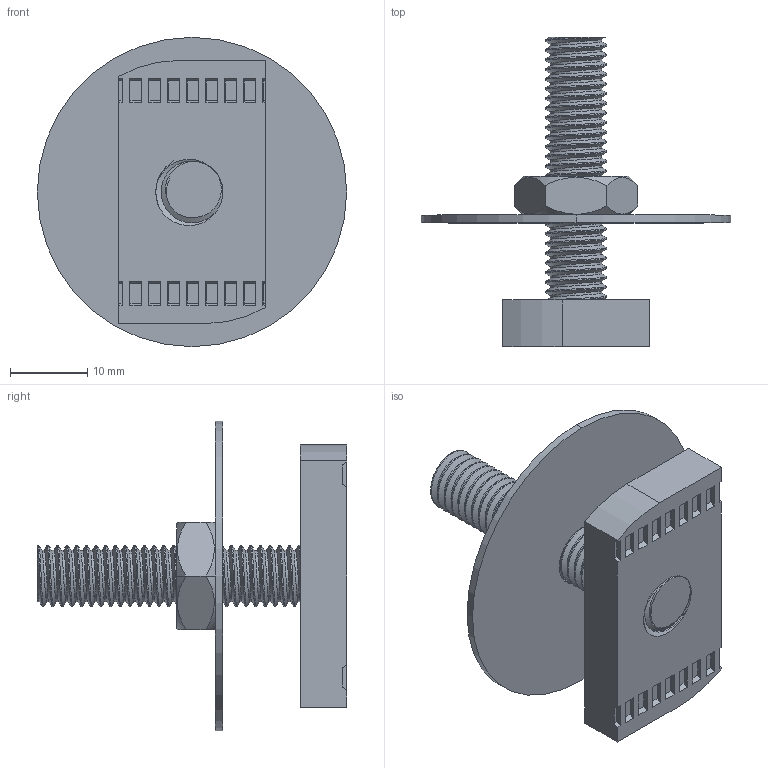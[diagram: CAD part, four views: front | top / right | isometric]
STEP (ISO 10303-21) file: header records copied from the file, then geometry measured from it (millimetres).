
FILE_DESCRIPTION (( 'STEP AP203' ), '1' );
FILE_NAME ('3D-R6660_M8x40_173486600.STEP', '2024-08-26T20:39:17', ( '' ), ( '' ), 'SwSTEP 2.0', 'SolidWorks 2024', '' );
FILE_SCHEMA (( 'CONFIG_CONTROL_DESIGN' ));
Length unit declared in the file: millimetre
Products named in the file (1): 3D-R6660_M8x40_173486600
Bounding box: 40 x 40 x 40 mm (x, y, z)
Volume: 6838.1 mm3; surface area: 6867 mm2
Topology: 4 solids, 4 shells, 209 faces, 557 edges, 370 vertices
Faces by surface type: plane 104, cylinder 92, bspline 9, cone 4
Entity records: 21569 total; most frequent: CARTESIAN_POINT 16786, ORIENTED_EDGE 1114, DIRECTION 779, EDGE_CURVE 557, VERTEX_POINT 370, VECTOR 327, LINE 327, EDGE_LOOP 229
